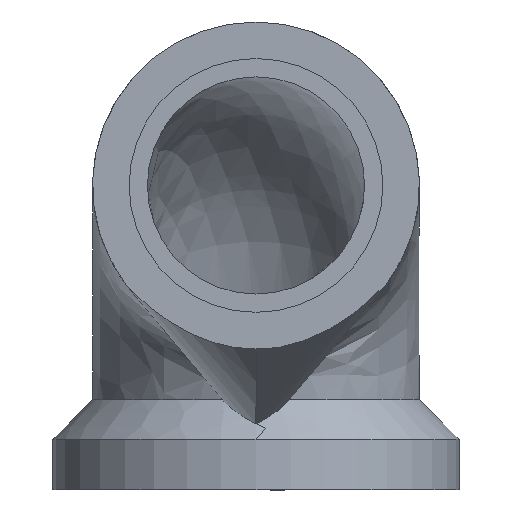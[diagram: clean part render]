
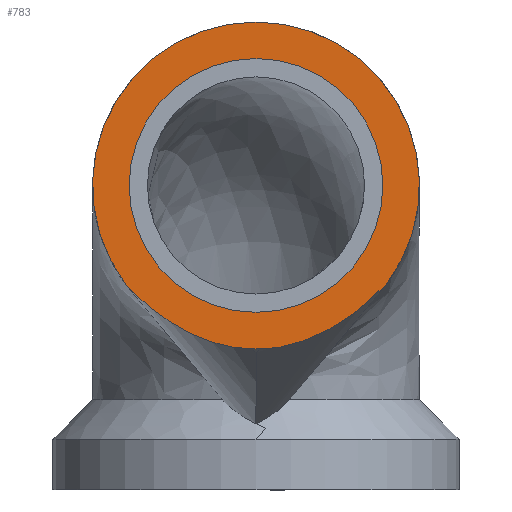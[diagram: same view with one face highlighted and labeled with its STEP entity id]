
A CAD part, front view. The second image highlights one B-rep face of the part: STEP entity #783.
In plain terms, the highlighted planar face has unit normal (0, -1, 0).
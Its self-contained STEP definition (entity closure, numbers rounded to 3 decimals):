
#37=FACE_BOUND('',#129,.T.);
#40=CIRCLE('',#846,16.1);
#41=CIRCLE('',#847,12.5);
#62=PLANE('',#845);
#84=FACE_OUTER_BOUND('',#128,.T.);
#128=EDGE_LOOP('',(#545,#546,#547,#548));
#129=EDGE_LOOP('',(#549));
#176=LINE('',#1104,#230);
#230=VECTOR('',#914,10.);
#321=ELLIPSE('',#841,16.011,11.);
#322=ELLIPSE('',#843,16.011,11.);
#331=VERTEX_POINT('',#1077);
#332=VERTEX_POINT('',#1082);
#333=VERTEX_POINT('',#1086);
#334=VERTEX_POINT('',#1088);
#337=VERTEX_POINT('',#1107);
#412=EDGE_CURVE('',#331,#332,#321,.T.);
#415=EDGE_CURVE('',#333,#334,#322,.T.);
#419=EDGE_CURVE('',#333,#332,#176,.T.);
#420=EDGE_CURVE('',#331,#334,#40,.T.);
#421=EDGE_CURVE('',#337,#337,#41,.T.);
#545=ORIENTED_EDGE('',*,*,#412,.F.);
#546=ORIENTED_EDGE('',*,*,#420,.T.);
#547=ORIENTED_EDGE('',*,*,#415,.F.);
#548=ORIENTED_EDGE('',*,*,#419,.T.);
#549=ORIENTED_EDGE('',*,*,#421,.T.);
#783=ADVANCED_FACE('',(#84,#37),#62,.F.);
#841=AXIS2_PLACEMENT_3D('',#1083,#903,#904);
#843=AXIS2_PLACEMENT_3D('',#1089,#909,#910);
#845=AXIS2_PLACEMENT_3D('',#1105,#915,#916);
#846=AXIS2_PLACEMENT_3D('',#1106,#917,#918);
#847=AXIS2_PLACEMENT_3D('',#1108,#919,#920);
#903=DIRECTION('center_axis',(0.,1.,0.));
#904=DIRECTION('ref_axis',(-0.644,0.,-0.765));
#909=DIRECTION('center_axis',(0.,1.,0.));
#910=DIRECTION('ref_axis',(0.644,0.,-0.765));
#914=DIRECTION('',(1.,0.,0.));
#915=DIRECTION('center_axis',(0.,1.,0.));
#916=DIRECTION('ref_axis',(1.,0.,0.));
#917=DIRECTION('center_axis',(0.,-1.,0.));
#918=DIRECTION('ref_axis',(1.,0.,0.));
#919=DIRECTION('center_axis',(0.,1.,0.));
#920=DIRECTION('ref_axis',(1.,0.,0.));
#1077=CARTESIAN_POINT('',(12.812,-31.,20.25));
#1082=CARTESIAN_POINT('',(0.312,-31.,13.9));
#1083=CARTESIAN_POINT('Origin',(5.025,-31.,28.05));
#1086=CARTESIAN_POINT('',(-0.312,-31.,13.9));
#1088=CARTESIAN_POINT('',(-12.812,-31.,20.25));
#1089=CARTESIAN_POINT('Origin',(-5.025,-31.,28.05));
#1104=CARTESIAN_POINT('',(-15.,-31.,13.9));
#1105=CARTESIAN_POINT('Origin',(0.,-31.,30.));
#1106=CARTESIAN_POINT('Origin',(0.,-31.,30.));
#1107=CARTESIAN_POINT('',(-12.5,-31.,30.));
#1108=CARTESIAN_POINT('Origin',(0.,-31.,30.));
